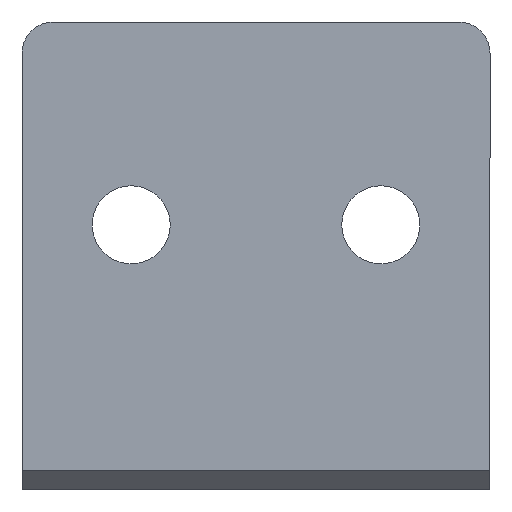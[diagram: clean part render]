
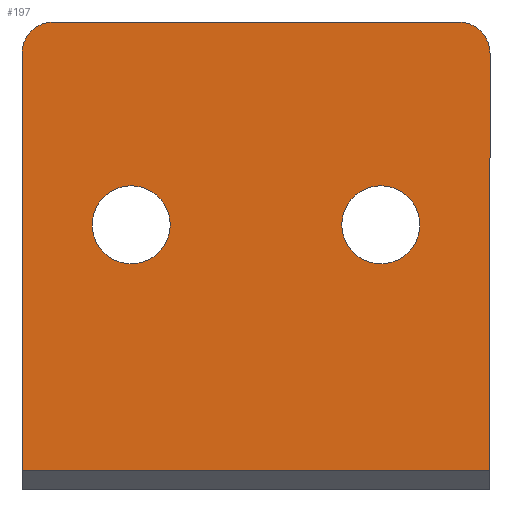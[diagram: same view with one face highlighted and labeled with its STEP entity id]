
A CAD part, front view. The second image highlights one B-rep face of the part: STEP entity #197.
In plain terms, the highlighted planar face has unit normal (0, -1, 0).
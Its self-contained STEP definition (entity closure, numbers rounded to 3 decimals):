
#197=ADVANCED_FACE('',(#847,#849,#851),#853,.T.);
#847=FACE_BOUND('',#848,.T.);
#848=EDGE_LOOP('',(#2304,#2305,#2306,#2307,#2308,#2309));
#849=FACE_BOUND('',#850,.T.);
#850=EDGE_LOOP('',(#2310));
#851=FACE_BOUND('',#852,.T.);
#852=EDGE_LOOP('',(#2311));
#853=PLANE('',#854);
#854=AXIS2_PLACEMENT_3D('',#855,#856,#857);
#855=CARTESIAN_POINT('',(-30.,0.,30.));
#856=DIRECTION('',(0.,-1.,0.));
#857=DIRECTION('',(0.,0.,-1.));
#2304=ORIENTED_EDGE('',*,*,#2619,.F.);
#2305=ORIENTED_EDGE('',*,*,#2592,.T.);
#2306=ORIENTED_EDGE('',*,*,#2604,.T.);
#2307=ORIENTED_EDGE('',*,*,#2583,.F.);
#2308=ORIENTED_EDGE('',*,*,#2620,.F.);
#2309=ORIENTED_EDGE('',*,*,#2607,.F.);
#2310=ORIENTED_EDGE('',*,*,#2621,.T.);
#2311=ORIENTED_EDGE('',*,*,#2622,.T.);
#2583=EDGE_CURVE('',#2786,#2788,#2789,.T.);
#2592=EDGE_CURVE('',#2803,#2801,#2804,.T.);
#2604=EDGE_CURVE('',#2801,#2788,#2826,.T.);
#2607=EDGE_CURVE('',#2830,#2832,#2833,.T.);
#2619=EDGE_CURVE('',#2803,#2830,#2854,.F.);
#2620=EDGE_CURVE('',#2832,#2786,#2855,.F.);
#2621=EDGE_CURVE('',#2856,#2856,#2857,.T.);
#2622=EDGE_CURVE('',#2858,#2858,#2859,.T.);
#2786=VERTEX_POINT('',#3168);
#2788=VERTEX_POINT('',#3172);
#2789=LINE('',#3173,#3174);
#2801=VERTEX_POINT('',#3201);
#2803=VERTEX_POINT('',#3205);
#2804=LINE('',#3206,#3207);
#2826=LINE('',#3276,#3277);
#2830=VERTEX_POINT('',#3284);
#2832=VERTEX_POINT('',#3288);
#2833=LINE('',#3289,#3290);
#2854=CIRCLE('',#3344,2.);
#2855=CIRCLE('',#3348,2.);
#2856=VERTEX_POINT('',#3352);
#2857=CIRCLE('',#3353,2.5);
#2858=VERTEX_POINT('',#3357);
#2859=CIRCLE('',#3358,2.5);
#3168=CARTESIAN_POINT('',(0.,0.,28.));
#3172=CARTESIAN_POINT('',(0.,0.,1.25));
#3173=CARTESIAN_POINT('',(0.,0.,28.));
#3174=VECTOR('',#3175,1.);
#3175=DIRECTION('',(0.,0.,-1.));
#3201=CARTESIAN_POINT('',(-30.,0.,1.25));
#3205=CARTESIAN_POINT('',(-30.,0.,28.));
#3206=CARTESIAN_POINT('',(-30.,0.,28.));
#3207=VECTOR('',#3208,1.);
#3208=DIRECTION('',(0.,0.,-1.));
#3276=CARTESIAN_POINT('',(-30.,0.,1.25));
#3277=VECTOR('',#3278,1.);
#3278=DIRECTION('',(1.,0.,0.));
#3284=CARTESIAN_POINT('',(-28.,0.,30.));
#3288=CARTESIAN_POINT('',(-2.,0.,30.));
#3289=CARTESIAN_POINT('',(-28.,0.,30.));
#3290=VECTOR('',#3291,1.);
#3291=DIRECTION('',(1.,0.,0.));
#3344=AXIS2_PLACEMENT_3D('',#3345,#3346,#3347);
#3345=CARTESIAN_POINT('',(-28.,0.,28.));
#3346=DIRECTION('',(0.,-1.,0.));
#3347=DIRECTION('',(0.,0.,1.));
#3348=AXIS2_PLACEMENT_3D('',#3349,#3350,#3351);
#3349=CARTESIAN_POINT('',(-2.,0.,28.));
#3350=DIRECTION('',(0.,-1.,0.));
#3351=DIRECTION('',(1.,0.,0.));
#3352=CARTESIAN_POINT('',(-25.5,0.,17.));
#3353=AXIS2_PLACEMENT_3D('',#3354,#3355,#3356);
#3354=CARTESIAN_POINT('',(-23.,0.,17.));
#3355=DIRECTION('',(0.,1.,0.));
#3356=DIRECTION('',(-1.,0.,0.));
#3357=CARTESIAN_POINT('',(-9.5,0.,17.));
#3358=AXIS2_PLACEMENT_3D('',#3359,#3360,#3361);
#3359=CARTESIAN_POINT('',(-7.,0.,17.));
#3360=DIRECTION('',(0.,1.,0.));
#3361=DIRECTION('',(-1.,0.,0.));
